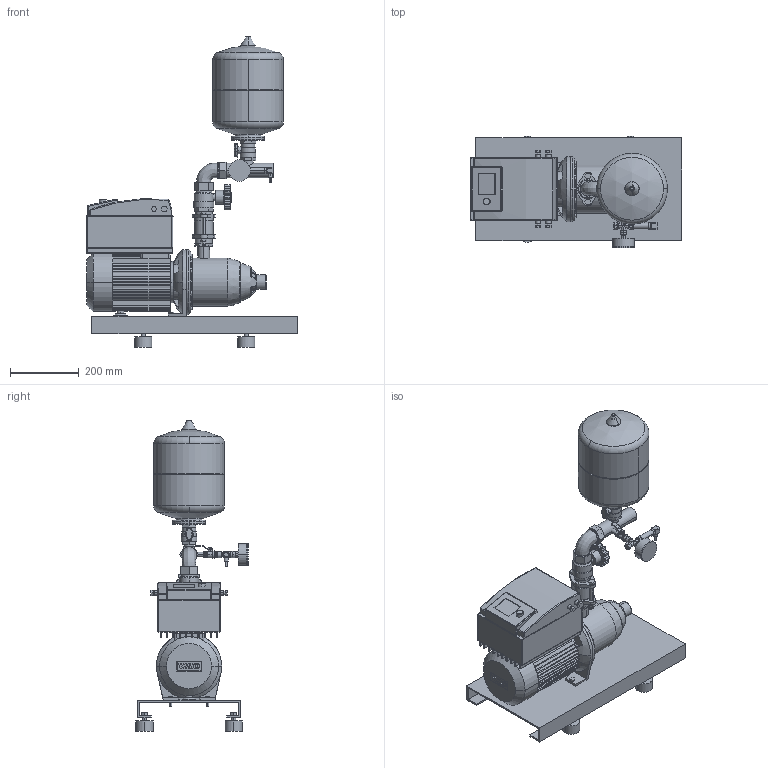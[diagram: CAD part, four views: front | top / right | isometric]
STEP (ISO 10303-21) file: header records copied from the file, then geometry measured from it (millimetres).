
FILE_DESCRIPTION((''),'2;1');
FILE_NAME('3d_COR-1MHIE406-2G-2523128.stp','2011-08-30T07:35:42',(''),(''),'Mechanical Desktop 2009','Mechanical Desktop 2009',', , ');
FILE_SCHEMA(('CONFIG_CONTROL_DESIGN'));
Length unit declared in the file: millimetre
Products named in the file (1): Product
Bounding box: 616.5 x 327 x 905 mm (x, y, z)
Volume: 25776002.7 mm3; surface area: 1888650.9 mm2
Topology: 38 solids, 38 shells, 1524 faces, 3690 edges, 2258 vertices
Faces by surface type: plane 678, cylinder 544, bspline 119, cone 71, sphere 68, torus 44
Entity records: 50191 total; most frequent: CARTESIAN_POINT 14709, DIRECTION 7540, ORIENTED_EDGE 7208, EDGE_CURVE 3604, AXIS2_PLACEMENT_3D 2731, VERTEX_POINT 2258, VECTOR 2078, LINE 2078
